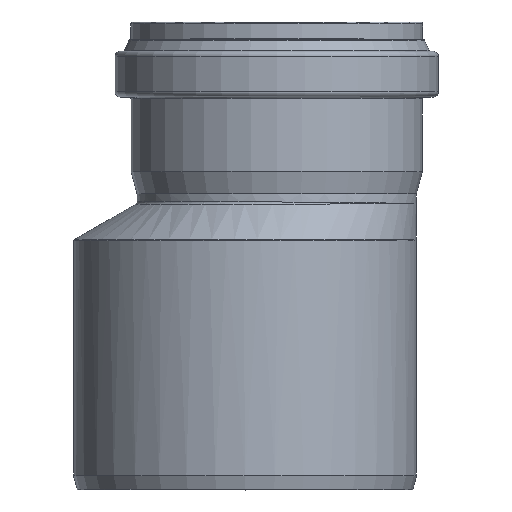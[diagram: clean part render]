
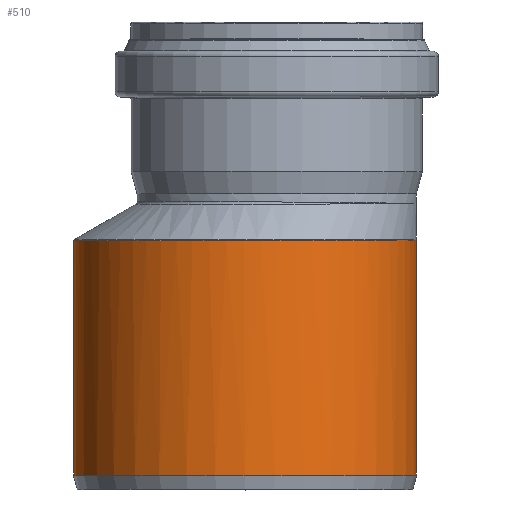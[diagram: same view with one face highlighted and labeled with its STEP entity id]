
A CAD part, top view. The second image highlights one B-rep face of the part: STEP entity #510.
In plain terms, the highlighted cylindrical face has radius 100.1 mm (diameter 200.2 mm), a full revolution.
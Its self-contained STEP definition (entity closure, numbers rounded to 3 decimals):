
#78=FACE_BOUND('',#254,.T.);
#91=CYLINDRICAL_SURFACE('',#587,100.1);
#129=CIRCLE('',#588,100.1);
#174=FACE_OUTER_BOUND('',#253,.T.);
#253=EDGE_LOOP('',(#459));
#254=EDGE_LOOP('',(#460));
#264=B_SPLINE_CURVE_WITH_KNOTS('',3,(#1384,#1385,#1386,#1387,#1388,#1389,
#1390,#1391,#1392,#1393,#1394,#1395,#1396,#1397,#1398,#1399,#1400,#1401,
#1402,#1403,#1404,#1405,#1406,#1407,#1408,#1409,#1410,#1411,#1412,#1413,
#1414,#1415,#1416,#1417,#1418,#1419,#1420,#1421,#1422,#1423,#1424,#1425,
#1426,#1427,#1428,#1429,#1430,#1431,#1432,#1433,#1434,#1435),
 .UNSPECIFIED.,.T.,.F.,(4,2,1,1,1,1,1,1,1,1,1,1,1,1,1,1,1,1,1,1,1,1,1,1,
1,1,1,1,1,1,1,1,1,1,1,1,1,1,1,1,1,1,1,1,1,1,2,4),(-0.202,0.,
3.077,4.615,6.153,7.692,9.23,
10.768,12.306,13.845,15.383,16.921,
18.46,19.229,19.998,21.152,23.075,
23.844,24.613,27.69,28.459,29.997,
30.766,33.843,35.381,36.15,36.919,
38.458,38.842,39.996,41.534,43.073,
44.226,44.611,46.149,47.688,48.072,
49.226,50.764,52.303,53.072,54.225,
55.379,56.918,58.456,59.225,61.532,
61.721),.UNSPECIFIED.);
#274=VERTEX_POINT('',#1383);
#314=VERTEX_POINT('',#1934);
#320=EDGE_CURVE('',#274,#274,#264,.T.);
#364=EDGE_CURVE('',#314,#314,#129,.T.);
#459=ORIENTED_EDGE('',*,*,#320,.F.);
#460=ORIENTED_EDGE('',*,*,#364,.F.);
#510=ADVANCED_FACE('',(#174,#78),#91,.T.);
#587=AXIS2_PLACEMENT_3D('',#1933,#738,#739);
#588=AXIS2_PLACEMENT_3D('',#1935,#740,#741);
#738=DIRECTION('center_axis',(0.,-1.,0.));
#739=DIRECTION('ref_axis',(1.,0.,0.));
#740=DIRECTION('center_axis',(0.,-1.,0.));
#741=DIRECTION('ref_axis',(1.,0.,0.));
#1383=CARTESIAN_POINT('',(81.6,145.8,0.));
#1384=CARTESIAN_POINT('Ctrl Pts',(81.6,145.8,0.));
#1385=CARTESIAN_POINT('Ctrl Pts',(81.6,145.8,-0.681));
#1386=CARTESIAN_POINT('Ctrl Pts',(81.593,145.8,-1.364));
#1387=CARTESIAN_POINT('Ctrl Pts',(81.368,145.799,-12.391));
#1388=CARTESIAN_POINT('Ctrl Pts',(78.634,145.787,-27.921));
#1389=CARTESIAN_POINT('Ctrl Pts',(70.223,145.751,-47.215));
#1390=CARTESIAN_POINT('Ctrl Pts',(61.88,145.715,-60.338));
#1391=CARTESIAN_POINT('Ctrl Pts',(51.431,145.671,-72.199));
#1392=CARTESIAN_POINT('Ctrl Pts',(39.378,145.622,-82.161));
#1393=CARTESIAN_POINT('Ctrl Pts',(25.929,145.571,-90.162));
#1394=CARTESIAN_POINT('Ctrl Pts',(11.25,145.519,-96.002));
#1395=CARTESIAN_POINT('Ctrl Pts',(-3.911,145.469,-99.442));
#1396=CARTESIAN_POINT('Ctrl Pts',(-19.665,145.423,-100.505));
#1397=CARTESIAN_POINT('Ctrl Pts',(-35.232,145.382,-99.1));
#1398=CARTESIAN_POINT('Ctrl Pts',(-47.88,145.352,-95.941));
#1399=CARTESIAN_POINT('Ctrl Pts',(-57.679,145.33,-92.226));
#1400=CARTESIAN_POINT('Ctrl Pts',(-65.917,145.313,-88.336));
#1401=CARTESIAN_POINT('Ctrl Pts',(-77.061,145.291,-81.696));
#1402=CARTESIAN_POINT('Ctrl Pts',(-87.186,145.273,-73.274));
#1403=CARTESIAN_POINT('Ctrl Pts',(-95.048,145.259,-64.652));
#1404=CARTESIAN_POINT('Ctrl Pts',(-104.669,145.243,-52.346));
#1405=CARTESIAN_POINT('Ctrl Pts',(-111.834,145.233,-38.104));
#1406=CARTESIAN_POINT('Ctrl Pts',(-116.688,145.225,-20.627));
#1407=CARTESIAN_POINT('Ctrl Pts',(-118.309,145.223,-10.303));
#1408=CARTESIAN_POINT('Ctrl Pts',(-118.996,145.222,7.841));
#1409=CARTESIAN_POINT('Ctrl Pts',(-116.156,145.226,26.013));
#1410=CARTESIAN_POINT('Ctrl Pts',(-109.177,145.237,42.946));
#1411=CARTESIAN_POINT('Ctrl Pts',(-104.148,145.244,52.006));
#1412=CARTESIAN_POINT('Ctrl Pts',(-98.389,145.254,60.71));
#1413=CARTESIAN_POINT('Ctrl Pts',(-92.465,145.263,67.711));
#1414=CARTESIAN_POINT('Ctrl Pts',(-85.024,145.276,74.942));
#1415=CARTESIAN_POINT('Ctrl Pts',(-77.03,145.291,81.595));
#1416=CARTESIAN_POINT('Ctrl Pts',(-64.763,145.315,89.227));
#1417=CARTESIAN_POINT('Ctrl Pts',(-51.611,145.343,94.793));
#1418=CARTESIAN_POINT('Ctrl Pts',(-41.521,145.367,97.532));
#1419=CARTESIAN_POINT('Ctrl Pts',(-31.234,145.392,99.466));
#1420=CARTESIAN_POINT('Ctrl Pts',(-19.563,145.423,100.5));
#1421=CARTESIAN_POINT('Ctrl Pts',(-7.856,145.458,99.712));
#1422=CARTESIAN_POINT('Ctrl Pts',(2.479,145.49,97.992));
#1423=CARTESIAN_POINT('Ctrl Pts',(12.629,145.523,95.464));
#1424=CARTESIAN_POINT('Ctrl Pts',(25.896,145.571,90.169));
#1425=CARTESIAN_POINT('Ctrl Pts',(37.201,145.614,83.463));
#1426=CARTESIAN_POINT('Ctrl Pts',(46.538,145.651,76.302));
#1427=CARTESIAN_POINT('Ctrl Pts',(54.118,145.683,69.225));
#1428=CARTESIAN_POINT('Ctrl Pts',(62.574,145.718,59.255));
#1429=CARTESIAN_POINT('Ctrl Pts',(70.317,145.751,47.045));
#1430=CARTESIAN_POINT('Ctrl Pts',(75.478,145.774,35.143));
#1431=CARTESIAN_POINT('Ctrl Pts',(80.014,145.793,20.124));
#1432=CARTESIAN_POINT('Ctrl Pts',(81.436,145.799,9.673));
#1433=CARTESIAN_POINT('Ctrl Pts',(81.594,145.8,1.27));
#1434=CARTESIAN_POINT('Ctrl Pts',(81.6,145.8,0.635));
#1435=CARTESIAN_POINT('Ctrl Pts',(81.6,145.8,0.));
#1933=CARTESIAN_POINT('Origin',(-18.5,76.9,0.));
#1934=CARTESIAN_POINT('',(81.6,8.,0.));
#1935=CARTESIAN_POINT('Origin',(-18.5,8.,0.));
